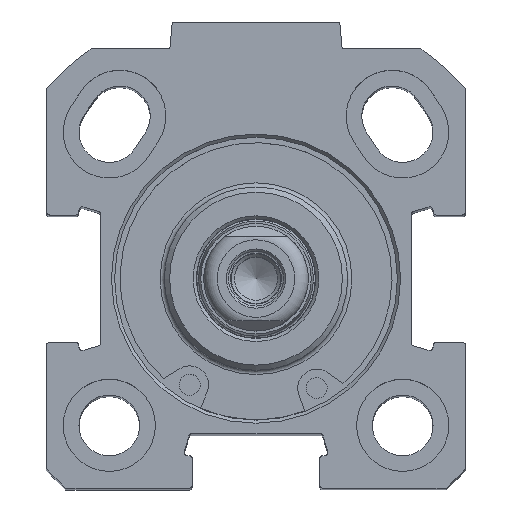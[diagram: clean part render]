
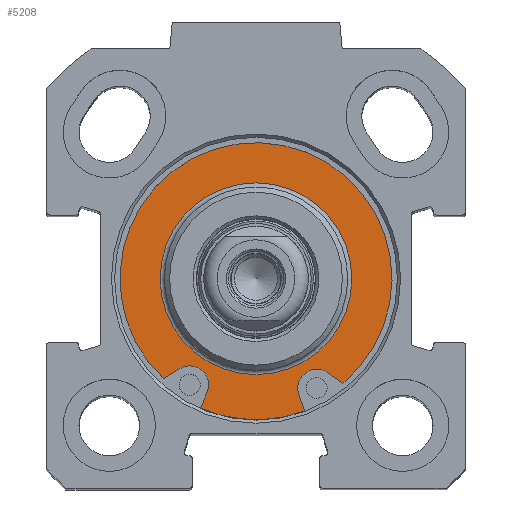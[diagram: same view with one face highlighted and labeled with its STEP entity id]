
A CAD part, top view. The second image highlights one B-rep face of the part: STEP entity #5208.
In plain terms, the highlighted planar face has unit normal (0, 0, 1).
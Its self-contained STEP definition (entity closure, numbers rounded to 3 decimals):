
#4804=CARTESIAN_POINT('',(4.647,-12.622,55.4));
#4805=VERTEX_POINT('',#4804);
#4806=CARTESIAN_POINT('',(-5.294,-12.364,55.4));
#4807=VERTEX_POINT('',#4806);
#4902=CARTESIAN_POINT('',(-7.272,-8.593,55.4));
#4903=VERTEX_POINT('',#4902);
#4904=CARTESIAN_POINT('',(-4.657,-10.803,55.4));
#4905=VERTEX_POINT('',#4904);
#4906=CARTESIAN_POINT('',(-6.324,-10.123,55.4));
#4907=DIRECTION('',(0.0,0.0,-1.0));
#4908=DIRECTION('',(0.527,-0.85,0.0));
#4909=AXIS2_PLACEMENT_3D('',#4906,#4907,#4908);
#4910=CIRCLE('',#4909,1.8);
#4911=EDGE_CURVE('',#4903,#4905,#4910,.T.);
#4944=CARTESIAN_POINT('',(-8.804,-9.543,55.4));
#4945=VERTEX_POINT('',#4944);
#4946=CARTESIAN_POINT('',(-8.804,-9.543,55.4));
#4947=DIRECTION('',(0.85,0.527,0.0));
#4948=VECTOR('',#4947,1.802);
#4949=LINE('',#4946,#4948);
#4950=EDGE_CURVE('',#4945,#4903,#4949,.T.);
#4975=CARTESIAN_POINT('',(8.298,-9.986,55.4));
#4976=VERTEX_POINT('',#4975);
#4977=CARTESIAN_POINT('',(0.,0.,55.4));
#4978=DIRECTION('',(0.0,0.0,1.0));
#4979=DIRECTION('',(-0.678,-0.735,0.0));
#4980=AXIS2_PLACEMENT_3D('',#4977,#4978,#4979);
#4981=CIRCLE('',#4980,12.983);
#4982=EDGE_CURVE('',#4976,#4945,#4981,.T.);
#5008=CARTESIAN_POINT('',(6.817,-8.958,55.4));
#5009=VERTEX_POINT('',#5008);
#5010=CARTESIAN_POINT('',(6.817,-8.958,55.4));
#5011=DIRECTION('',(0.821,-0.57,0.0));
#5012=VECTOR('',#5011,1.802);
#5013=LINE('',#5010,#5012);
#5014=EDGE_CURVE('',#5009,#4976,#5013,.T.);
#5039=CARTESIAN_POINT('',(4.091,-11.03,55.4));
#5040=VERTEX_POINT('',#5039);
#5041=CARTESIAN_POINT('',(5.791,-10.437,55.4));
#5042=DIRECTION('',(0.0,0.0,-1.0));
#5043=DIRECTION('',(0.944,0.329,0.0));
#5044=AXIS2_PLACEMENT_3D('',#5041,#5042,#5043);
#5045=CIRCLE('',#5044,1.8);
#5046=EDGE_CURVE('',#5040,#5009,#5045,.T.);
#5072=CARTESIAN_POINT('',(4.647,-12.622,55.4));
#5073=DIRECTION('',(-0.329,0.944,0.0));
#5074=VECTOR('',#5073,1.686);
#5075=LINE('',#5072,#5074);
#5076=EDGE_CURVE('',#4805,#5040,#5075,.T.);
#5128=CARTESIAN_POINT('',(-4.657,-10.803,55.4));
#5129=DIRECTION('',(-0.378,-0.926,0.0));
#5130=VECTOR('',#5129,1.686);
#5131=LINE('',#5128,#5130);
#5132=EDGE_CURVE('',#4905,#4807,#5131,.T.);
#5176=CARTESIAN_POINT('',(0.,11.3,55.4));
#5177=DIRECTION('',(0.0,0.0,1.0));
#5178=DIRECTION('',(1.0,0.0,0.0));
#5179=AXIS2_PLACEMENT_3D('',#5176,#5177,#5178);
#5180=PLANE('',#5179);
#5181=ORIENTED_EDGE('',*,*,#5076,.T.);
#5182=ORIENTED_EDGE('',*,*,#5046,.T.);
#5183=ORIENTED_EDGE('',*,*,#5014,.T.);
#5184=ORIENTED_EDGE('',*,*,#4982,.T.);
#5185=ORIENTED_EDGE('',*,*,#4950,.T.);
#5186=ORIENTED_EDGE('',*,*,#4911,.T.);
#5187=ORIENTED_EDGE('',*,*,#5132,.T.);
#5188=CARTESIAN_POINT('',(0.,0.,55.4));
#5189=DIRECTION('',(0.0,0.0,1.0));
#5190=DIRECTION('',(0.0,1.0,0.0));
#5191=AXIS2_PLACEMENT_3D('',#5188,#5189,#5190);
#5192=CIRCLE('',#5191,13.45);
#5193=EDGE_CURVE('',#4807,#4805,#5192,.T.);
#5194=ORIENTED_EDGE('',*,*,#5193,.T.);
#5195=EDGE_LOOP('',(#5181,#5182,#5183,#5184,#5185,#5186,#5187,#5194));
#5196=FACE_OUTER_BOUND('',#5195,.T.);
#5197=CARTESIAN_POINT('',(0.,9.15,55.4));
#5198=VERTEX_POINT('',#5197);
#5199=CARTESIAN_POINT('',(0.,0.,55.4));
#5200=DIRECTION('',(0.0,0.0,1.0));
#5201=DIRECTION('',(0.0,1.0,0.0));
#5202=AXIS2_PLACEMENT_3D('',#5199,#5200,#5201);
#5203=CIRCLE('',#5202,9.15);
#5204=EDGE_CURVE('',#5198,#5198,#5203,.T.);
#5205=ORIENTED_EDGE('',*,*,#5204,.F.);
#5206=EDGE_LOOP('',(#5205));
#5207=FACE_BOUND('',#5206,.T.);
#5208=ADVANCED_FACE('',(#5196,#5207),#5180,.T.);
